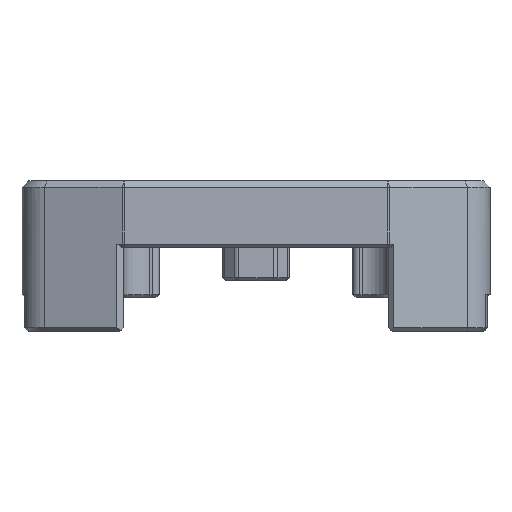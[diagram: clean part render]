
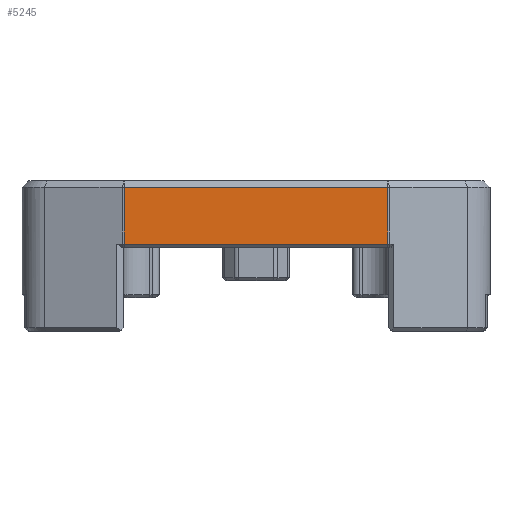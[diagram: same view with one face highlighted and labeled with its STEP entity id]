
A CAD part, front view. The second image highlights one B-rep face of the part: STEP entity #5245.
In plain terms, the highlighted planar face has unit normal (0, -1, 0).
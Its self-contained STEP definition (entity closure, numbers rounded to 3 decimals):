
#55 = CARTESIAN_POINT ( 'NONE',  ( -11.022, 156.895, 79.248 ) ) ;
#325 = DIRECTION ( 'NONE',  ( 0., 1., 0. ) ) ;
#559 = EDGE_LOOP ( 'NONE', ( #1100, #4759, #3219, #4431 ) ) ;
#638 = CARTESIAN_POINT ( 'NONE',  ( -50.498, 156.895, 8.05 ) ) ;
#795 = DIRECTION ( 'NONE',  ( -1., 0., 0. ) ) ;
#1003 = LINE ( 'NONE', #55, #3016 ) ;
#1100 = ORIENTED_EDGE ( 'NONE', *, *, #5757, .T. ) ;
#1230 = CARTESIAN_POINT ( 'NONE',  ( -50.664, 156.895, 79.248 ) ) ;
#1385 = VECTOR ( 'NONE', #1641, 1000. ) ;
#1622 = VERTEX_POINT ( 'NONE', #3385 ) ;
#1641 = DIRECTION ( 'NONE',  ( 0., 0., -1. ) ) ;
#1681 = DIRECTION ( 'NONE',  ( 1., 0., 0. ) ) ;
#1800 = LINE ( 'NONE', #5589, #2137 ) ;
#2137 = VECTOR ( 'NONE', #795, 1000. ) ;
#2599 = PLANE ( 'NONE',  #4495 ) ;
#2629 = EDGE_CURVE ( 'NONE', #5457, #6109, #5503, .T. ) ;
#2844 = VECTOR ( 'NONE', #1681, 1000. ) ;
#3016 = VECTOR ( 'NONE', #3847, 1000. ) ;
#3123 = LINE ( 'NONE', #4040, #1385 ) ;
#3219 = ORIENTED_EDGE ( 'NONE', *, *, #5526, .T. ) ;
#3385 = CARTESIAN_POINT ( 'NONE',  ( -11.022, 156.895, 16.55 ) ) ;
#3847 = DIRECTION ( 'NONE',  ( 0., 0., 1. ) ) ;
#3878 = CARTESIAN_POINT ( 'NONE',  ( -50.498, 156.895, 16.55 ) ) ;
#4040 = CARTESIAN_POINT ( 'NONE',  ( -50.498, 156.895, 79.248 ) ) ;
#4073 = EDGE_CURVE ( 'NONE', #1622, #5694, #1800, .T. ) ;
#4082 = CARTESIAN_POINT ( 'NONE',  ( -11.022, 156.895, 8.05 ) ) ;
#4431 = ORIENTED_EDGE ( 'NONE', *, *, #2629, .T. ) ;
#4495 = AXIS2_PLACEMENT_3D ( 'NONE', #1230, #325, #5120 ) ;
#4759 = ORIENTED_EDGE ( 'NONE', *, *, #4073, .T. ) ;
#5120 = DIRECTION ( 'NONE',  ( -1., 0., 0. ) ) ;
#5245 = ADVANCED_FACE ( 'NONE', ( #5596 ), #2599, .F. ) ;
#5457 = VERTEX_POINT ( 'NONE', #638 ) ;
#5503 = LINE ( 'NONE', #4082, #2844 ) ;
#5526 = EDGE_CURVE ( 'NONE', #5694, #5457, #3123, .T. ) ;
#5589 = CARTESIAN_POINT ( 'NONE',  ( -50.664, 156.895, 16.55 ) ) ;
#5596 = FACE_OUTER_BOUND ( 'NONE', #559, .T. ) ;
#5694 = VERTEX_POINT ( 'NONE', #3878 ) ;
#5757 = EDGE_CURVE ( 'NONE', #6109, #1622, #1003, .T. ) ;
#5859 = CARTESIAN_POINT ( 'NONE',  ( -11.022, 156.895, 8.05 ) ) ;
#6109 = VERTEX_POINT ( 'NONE', #5859 ) ;
